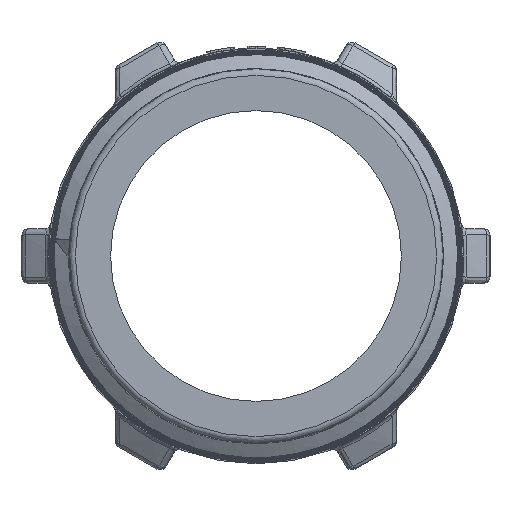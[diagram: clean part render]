
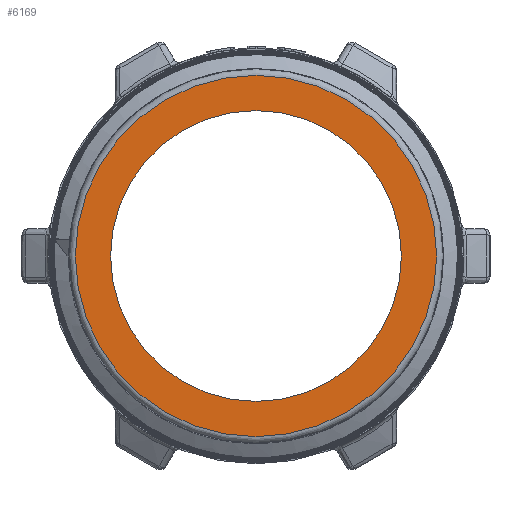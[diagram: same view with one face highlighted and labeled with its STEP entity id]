
A CAD part, left-side view. The second image highlights one B-rep face of the part: STEP entity #6169.
In plain terms, the highlighted planar face has unit normal (-1, 0, 0).
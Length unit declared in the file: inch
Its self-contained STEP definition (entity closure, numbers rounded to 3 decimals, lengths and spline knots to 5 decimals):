
#5592=CARTESIAN_POINT('',(-3.13,0.82592,0.0));
#5593=VERTEX_POINT('',#5592);
#5594=CARTESIAN_POINT('',(-3.13,0.0,0.0));
#5595=DIRECTION('',(1.0,0.0,0.0));
#5596=DIRECTION('',(0.0,-1.0,0.0));
#5597=AXIS2_PLACEMENT_3D('',#5594,#5595,#5596);
#5598=CIRCLE('',#5597,0.82592);
#5599=EDGE_CURVE('',#5593,#5593,#5598,.T.);
#6150=CARTESIAN_POINT('',(-3.13,0.76,0.0));
#6151=DIRECTION('',(-1.0,0.0,0.0));
#6152=DIRECTION('',(0.0,0.0,1.0));
#6153=AXIS2_PLACEMENT_3D('',#6150,#6151,#6152);
#6154=PLANE('',#6153);
#6155=ORIENTED_EDGE('',*,*,#5599,.F.);
#6156=EDGE_LOOP('',(#6155));
#6157=FACE_OUTER_BOUND('',#6156,.T.);
#6158=CARTESIAN_POINT('',(-3.13,0.665,0.0));
#6159=VERTEX_POINT('',#6158);
#6160=CARTESIAN_POINT('',(-3.13,0.0,0.0));
#6161=DIRECTION('',(1.0,0.0,0.0));
#6162=DIRECTION('',(0.0,1.0,0.0));
#6163=AXIS2_PLACEMENT_3D('',#6160,#6161,#6162);
#6164=CIRCLE('',#6163,0.665);
#6165=EDGE_CURVE('',#6159,#6159,#6164,.T.);
#6166=ORIENTED_EDGE('',*,*,#6165,.T.);
#6167=EDGE_LOOP('',(#6166));
#6168=FACE_BOUND('',#6167,.T.);
#6169=ADVANCED_FACE('',(#6157,#6168),#6154,.T.);
